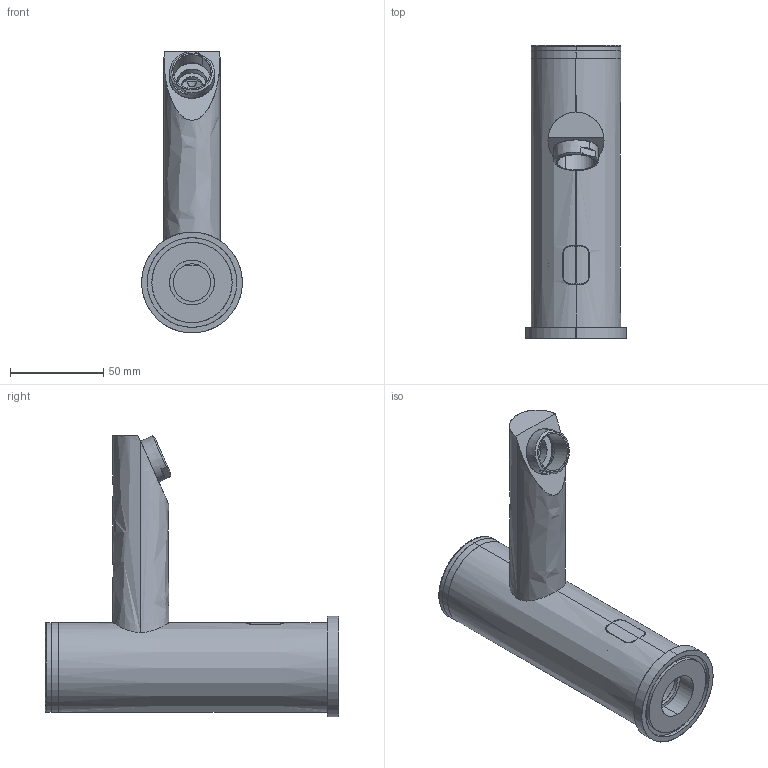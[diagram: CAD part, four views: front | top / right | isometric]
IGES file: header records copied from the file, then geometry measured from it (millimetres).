
Start section: SolidWorks IGES file using analytic representation for surfaces
Global section: file name: Autoflo Pillar Glow.IGS; native system: SolidWorks 2021; preprocessor: SolidWorks 2021; author: karl; date: 210824.101542; units: millimetre
Bounding box: 54 x 157 x 150.98 mm (x, y, z)
Surface area: 79951.8 mm2 (no closed solid volume)
Topology: 0 solids, 0 shells, 184 faces, 4159 edges, 4157 vertices
Faces by surface type: revolution 105, bspline 79
